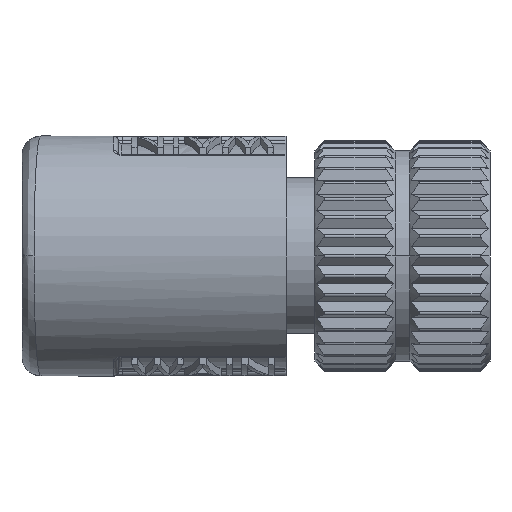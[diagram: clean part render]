
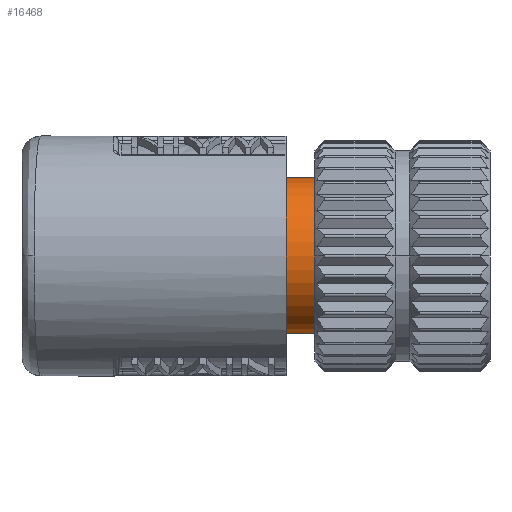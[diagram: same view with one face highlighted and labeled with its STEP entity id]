
A CAD part, left-side view. The second image highlights one B-rep face of the part: STEP entity #16468.
In plain terms, the highlighted cylindrical face has radius 3.25 mm (diameter 6.5 mm), a partial arc.
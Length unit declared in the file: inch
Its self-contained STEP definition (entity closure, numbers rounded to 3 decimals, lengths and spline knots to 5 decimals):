
#6217=CARTESIAN_POINT('',(0.,0.0748,0.));
#6218=DIRECTION('',(0.,-1.,0.));
#6219=DIRECTION('',(-1.,0.,0.));
#6220=AXIS2_PLACEMENT_3D('',#6217,#6218,#6219);
#6231=DIRECTION('',(0.,-1.,0.));
#6232=VECTOR('',#6231,0.05512);
#6233=CARTESIAN_POINT('',(0.,0.12992,0.12795));
#6234=LINE('',#6233,#6232);
#6265=CARTESIAN_POINT('',(0.,0.12992,0.));
#6266=DIRECTION('',(0.,-1.,0.));
#6267=DIRECTION('',(0.,0.,1.));
#6268=AXIS2_PLACEMENT_3D('',#6265,#6266,#6267);
#9105=DIRECTION('',(0.,-1.,0.));
#9106=VECTOR('',#9105,0.05512);
#9107=CARTESIAN_POINT('',(0.,0.12992,-0.12795));
#9108=LINE('',#9107,#9106);
#9109=CARTESIAN_POINT('',(0.,0.0748,0.));
#9110=DIRECTION('',(0.,-1.,0.));
#9111=DIRECTION('',(0.,0.,1.));
#9112=AXIS2_PLACEMENT_3D('',#9109,#9110,#9111);
#11356=CARTESIAN_POINT('',(0.,0.12992,0.12795));
#11357=CARTESIAN_POINT('',(0.,0.12992,-0.12795));
#11358=VERTEX_POINT('',#11356);
#11359=VERTEX_POINT('',#11357);
#11360=CARTESIAN_POINT('',(0.,0.0748,0.12795));
#11361=CARTESIAN_POINT('',(-0.12795,0.0748,
0.));
#11362=VERTEX_POINT('',#11360);
#11363=VERTEX_POINT('',#11361);
#11366=CARTESIAN_POINT('',(0.,0.0748,-0.12795));
#11367=VERTEX_POINT('',#11366);
#16452=CARTESIAN_POINT('',(0.,0.33465,0.));
#16453=DIRECTION('',(0.,-1.,0.));
#16454=DIRECTION('',(1.,0.,0.));
#16455=AXIS2_PLACEMENT_3D('',#16452,#16453,#16454);
#16456=CYLINDRICAL_SURFACE('',#16455,0.12795);
#16458=ORIENTED_EDGE('',*,*,#16457,.F.);
#16460=ORIENTED_EDGE('',*,*,#16459,.T.);
#16462=ORIENTED_EDGE('',*,*,#16461,.T.);
#16463=ORIENTED_EDGE('',*,*,#16440,.T.);
#16465=ORIENTED_EDGE('',*,*,#16464,.F.);
#16466=EDGE_LOOP('',(#16458,#16460,#16462,#16463,#16465));
#16467=FACE_OUTER_BOUND('',#16466,.F.);
#16468=ADVANCED_FACE('',(#16467),#16456,.T.);
#6221=CIRCLE('',#6220,0.12795);
#6269=CIRCLE('',#6268,0.12795);
#9113=CIRCLE('',#9112,0.12795);
#16440=EDGE_CURVE('',#11363,#11367,#6221,.T.);
#16457=EDGE_CURVE('',#11358,#11359,#6269,.T.);
#16459=EDGE_CURVE('',#11358,#11362,#6234,.T.);
#16461=EDGE_CURVE('',#11362,#11363,#9113,.T.);
#16464=EDGE_CURVE('',#11359,#11367,#9108,.T.);
